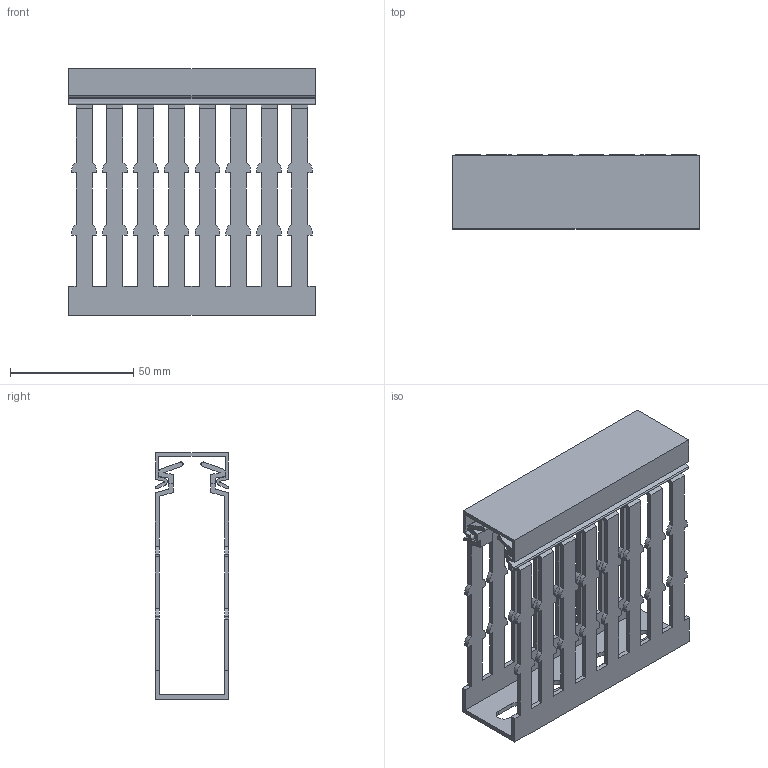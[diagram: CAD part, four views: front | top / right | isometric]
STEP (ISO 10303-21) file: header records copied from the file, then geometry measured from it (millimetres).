
FILE_DESCRIPTION((''),'2;1');
FILE_NAME('BA7A1000300_ASM','2022-04-04T09:14:47',('buserr'),(''),'CREO PARAMETRIC BY PTC INC, 2021184','CREO PARAMETRIC BY PTC INC, 2021184','');
FILE_SCHEMA(('AUTOMOTIVE_DESIGN { 1 0 10303 214 1 1 1 1 }'));
Length unit declared in the file: millimetre
Products named in the file (3): PROXY_BA7A1000301; PROXY_BA7A302; BA7A1000300_ASM
Assembly tree (2 placements, depth 2):
  BA7A1000300_ASM
    PROXY_BA7A1000301
    PROXY_BA7A302
Bounding box: 100 x 30 x 100 mm (x, y, z)
Volume: 38422.5 mm3; surface area: 52714.2 mm2
Topology: 2 solids, 2 shells, 593 faces, 1854 edges, 1281 vertices
Faces by surface type: plane 466, cylinder 127
Entity records: 27611 total; most frequent: CARTESIAN_POINT 3728, ORIENTED_EDGE 3534, DIRECTION 3453, PRESENTATION_STYLE_ASSIGNMENT 1867, STYLED_ITEM 1867, CURVE_STYLE 1865, EDGE_CURVE 1767, VECTOR 1570
